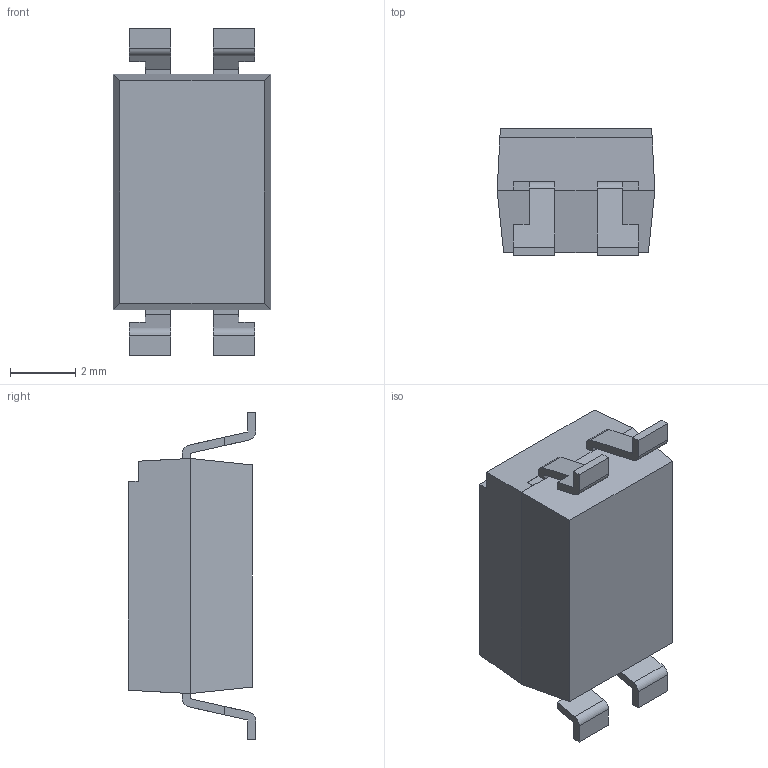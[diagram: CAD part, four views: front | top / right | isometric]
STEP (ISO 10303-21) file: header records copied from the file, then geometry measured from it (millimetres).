
FILE_DESCRIPTION (( 'STEP AP214' ), '1' );
FILE_NAME ('User Library-DIP4_opto_iso.STEP', '2016-06-13T03:59:09', ( 'Windows User' ), ( '' ), 'SwSTEP 2.0', 'SolidWorks 2016', '' );
FILE_SCHEMA (( 'AUTOMOTIVE_DESIGN' ));
Length unit declared in the file: millimetre
Products named in the file (1): User Library-DIP4_opto_iso
Bounding box: 4.83 x 3.9 x 10.03 mm (x, y, z)
Volume: 127.7 mm3; surface area: 183.3 mm2
Topology: 1 solids, 1 shells, 75 faces, 204 edges, 132 vertices
Faces by surface type: plane 65, cylinder 10
Entity records: 2488 total; most frequent: CARTESIAN_POINT 412, ORIENTED_EDGE 408, DIRECTION 376, EDGE_CURVE 204, VECTOR 184, LINE 184, VERTEX_POINT 132, AXIS2_PLACEMENT_3D 96
